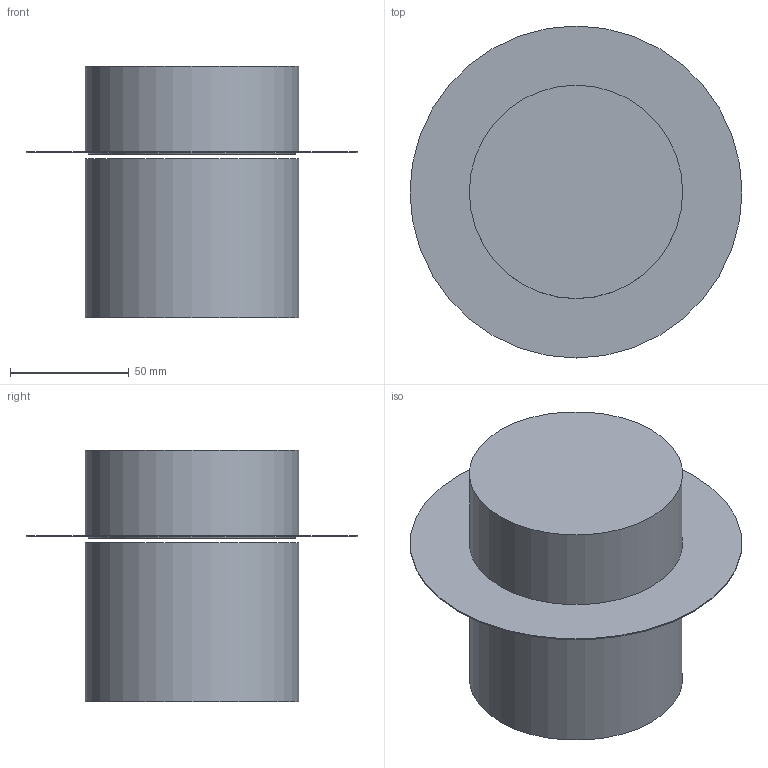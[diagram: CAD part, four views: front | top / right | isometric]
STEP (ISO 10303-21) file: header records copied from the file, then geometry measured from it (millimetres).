
FILE_DESCRIPTION(/* description */ (''),/* implementation_level */ '2;1');
FILE_NAME(/* name */ '070618__.stp',/* time_stamp */ '2019-12-09T15:14:21+01:00',/* author */ (''),/* organization */ (''),/* preprocessor_version */ 'ST-DEVELOPER v15',/* originating_system */ 'SIEMENS PLM Software NX 9.0',/* authorisation */ '');
FILE_SCHEMA (('AUTOMOTIVE_DESIGN { 1 0 10303 214 3 1 1 1 }'));
Length unit declared in the file: millimetre
Products named in the file (3): 070573_-; 070570_-; 070618_-
Assembly tree (2 placements, depth 2):
  070618_-
    070570_-
    070573_-
Bounding box: 140 x 140 x 106 mm (x, y, z)
Volume: 748159.4 mm3; surface area: 98161.5 mm2
Topology: 3 solids, 3 shells, 29 faces, 53 edges, 36 vertices
Faces by surface type: plane 17, cylinder 6, cone 3, torus 3
Full cylindrical faces by diameter (mm): 84 x1, 90 x2, 140 x1
Entity records: 751 total; most frequent: DIRECTION 136, CARTESIAN_POINT 109, ORIENTED_EDGE 86, AXIS2_PLACEMENT_3D 61, EDGE_LOOP 45, EDGE_CURVE 43, VERTEX_POINT 34, FACE_BOUND 32
